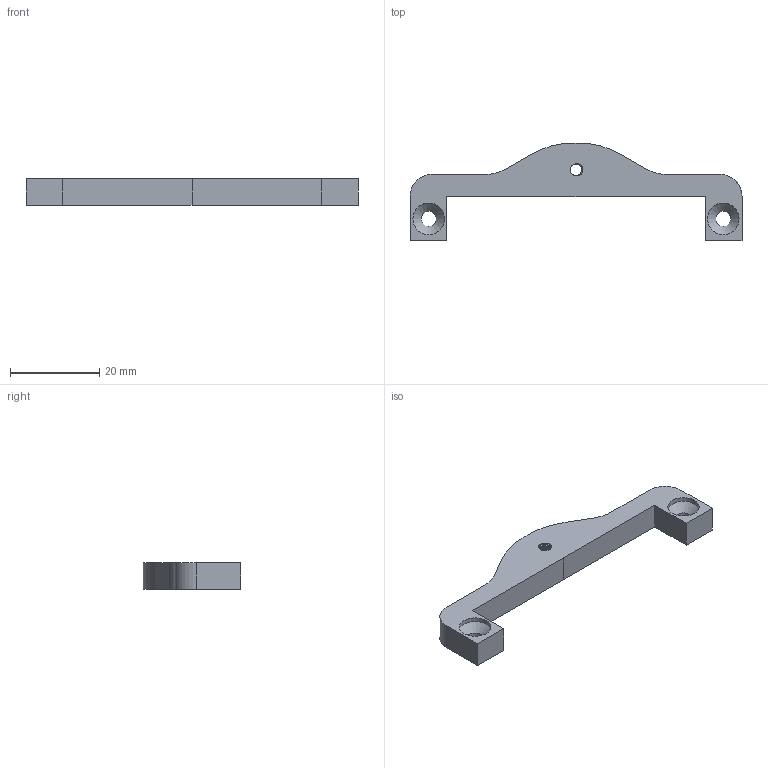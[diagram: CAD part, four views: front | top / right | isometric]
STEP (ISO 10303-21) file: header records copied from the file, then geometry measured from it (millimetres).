
FILE_DESCRIPTION(('FreeCAD Model'),'2;1');
FILE_NAME('Open CASCADE Shape Model','2023-07-13T16:46:29',(''),(''), 'Open CASCADE STEP processor 7.6','FreeCAD','Unknown');
FILE_SCHEMA(('AUTOMOTIVE_DESIGN { 1 0 10303 214 1 1 1 1 }'));
Length unit declared in the file: millimetre
Products named in the file (1): Pocket053032663
Bounding box: 74.4 x 21.94 x 6 mm (x, y, z)
Volume: 3766.6 mm3; surface area: 2701.6 mm2
Topology: 1 solids, 1 shells, 79 faces, 182 edges, 105 vertices
Faces by surface type: bspline 36, cylinder 23, plane 16, cone 4
Full cylindrical faces by diameter (mm): 2.6 x10, 3.4 x2, 7.1 x2
Entity records: 11785 total; most frequent: CARTESIAN_POINT 8519, DIRECTION 439, ORIENTED_EDGE 364, PCURVE 364, DEFINITIONAL_REPRESENTATION 364, LINE 282, VECTOR 282, B_SPLINE_CURVE_WITH_KNOTS 218
